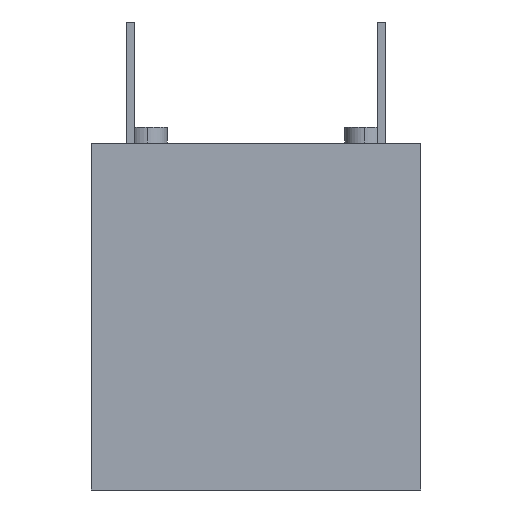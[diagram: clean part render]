
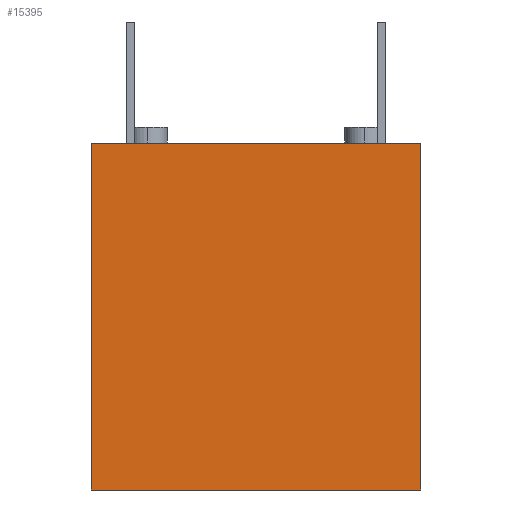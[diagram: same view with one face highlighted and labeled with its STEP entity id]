
A CAD part, left-side view. The second image highlights one B-rep face of the part: STEP entity #15395.
In plain terms, the highlighted planar face has unit normal (-1, 0, 0).
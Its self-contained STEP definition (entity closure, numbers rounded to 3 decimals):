
#93=DIRECTION('',(0.,1.,0.));
#94=VECTOR('',#93,10.);
#95=CARTESIAN_POINT('',(-10.1,-5.,0.));
#96=LINE('',#95,#94);
#3333=DIRECTION('',(0.,0.,1.));
#3334=VECTOR('',#3333,10.5);
#3335=CARTESIAN_POINT('',(-10.1,-5.,0.));
#3336=LINE('',#3335,#3334);
#3337=DIRECTION('',(0.,0.,1.));
#3338=VECTOR('',#3337,10.5);
#3339=CARTESIAN_POINT('',(-10.1,5.,0.));
#3340=LINE('',#3339,#3338);
#3349=DIRECTION('',(0.,1.,0.));
#3350=VECTOR('',#3349,10.);
#3351=CARTESIAN_POINT('',(-10.1,-5.,10.5));
#3352=LINE('',#3351,#3350);
#10266=CARTESIAN_POINT('',(-10.1,-5.,0.));
#10268=VERTEX_POINT('',#10266);
#10269=CARTESIAN_POINT('',(-10.1,5.,0.));
#10270=VERTEX_POINT('',#10269);
#10277=CARTESIAN_POINT('',(-10.1,-5.,10.5));
#10278=VERTEX_POINT('',#10277);
#10279=CARTESIAN_POINT('',(-10.1,5.,10.5));
#10280=VERTEX_POINT('',#10279);
#15382=CARTESIAN_POINT('',(-10.1,-5.,0.));
#15383=DIRECTION('',(-1.,0.,0.));
#15384=DIRECTION('',(0.,1.,0.));
#15385=AXIS2_PLACEMENT_3D('',#15382,#15383,#15384);
#15386=PLANE('',#15385);
#15387=ORIENTED_EDGE('',*,*,#13562,.T.);
#15389=ORIENTED_EDGE('',*,*,#15388,.T.);
#15391=ORIENTED_EDGE('',*,*,#15390,.F.);
#15392=ORIENTED_EDGE('',*,*,#15374,.F.);
#15393=EDGE_LOOP('',(#15387,#15389,#15391,#15392));
#15394=FACE_OUTER_BOUND('',#15393,.F.);
#15395=ADVANCED_FACE('',(#15394),#15386,.T.);
#13562=EDGE_CURVE('',#10268,#10270,#96,.T.);
#15374=EDGE_CURVE('',#10268,#10278,#3336,.T.);
#15388=EDGE_CURVE('',#10270,#10280,#3340,.T.);
#15390=EDGE_CURVE('',#10278,#10280,#3352,.T.);
